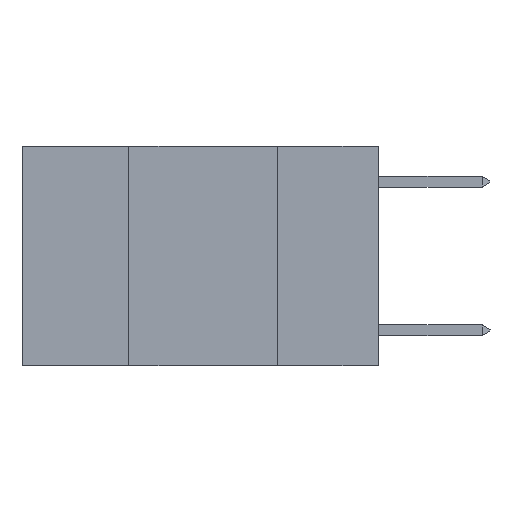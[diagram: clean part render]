
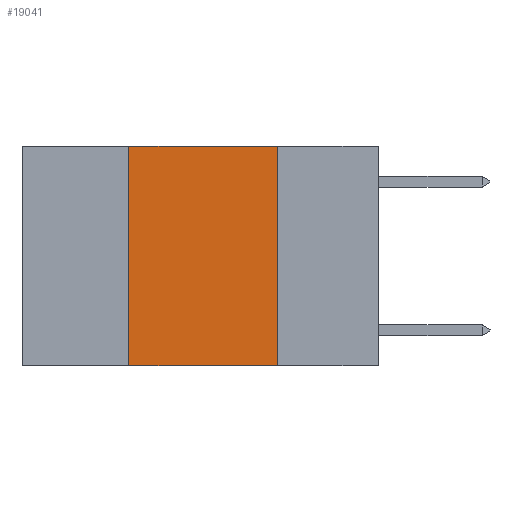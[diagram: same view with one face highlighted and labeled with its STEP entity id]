
A CAD part, left-side view. The second image highlights one B-rep face of the part: STEP entity #19041.
In plain terms, the highlighted planar face has unit normal (-1, 0, 0).
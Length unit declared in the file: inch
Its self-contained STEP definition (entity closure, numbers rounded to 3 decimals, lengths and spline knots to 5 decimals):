
#60 = VERTEX_POINT ( 'NONE', #7970 ) ;
#1027 = EDGE_LOOP ( 'NONE', ( #16972, #16832, #20984, #18261 ) ) ;
#1971 = CARTESIAN_POINT ( 'NONE',  ( 0., 0.42, 0. ) ) ;
#3364 = DIRECTION ( 'NONE',  ( 0., 0., -1. ) ) ;
#4376 = EDGE_CURVE ( 'NONE', #21933, #11444, #23191, .T. ) ;
#4844 = CARTESIAN_POINT ( 'NONE',  ( 0., 0.42, 0. ) ) ;
#6136 = DIRECTION ( 'NONE',  ( 0., 0., 1. ) ) ;
#6664 = CARTESIAN_POINT ( 'NONE',  ( 0., 0.42, -0.37 ) ) ;
#7539 = EDGE_CURVE ( 'NONE', #21933, #60, #24801, .T. ) ;
#7970 = CARTESIAN_POINT ( 'NONE',  ( 0., 0.17, -0.37 ) ) ;
#8379 = CARTESIAN_POINT ( 'NONE',  ( 0., 0.6, 0. ) ) ;
#8698 = VERTEX_POINT ( 'NONE', #18223 ) ;
#10363 = DIRECTION ( 'NONE',  ( 0., 0., -1. ) ) ;
#10496 = VECTOR ( 'NONE', #3364, 39.37008 ) ;
#11444 = VERTEX_POINT ( 'NONE', #4844 ) ;
#13794 = EDGE_CURVE ( 'NONE', #11444, #8698, #19633, .T. ) ;
#13827 = CARTESIAN_POINT ( 'NONE',  ( 0., 0.6, -0.37 ) ) ;
#14349 = CARTESIAN_POINT ( 'NONE',  ( 0., 0.6, 0. ) ) ;
#15230 = CARTESIAN_POINT ( 'NONE',  ( 0., 0.17, 0. ) ) ;
#15714 = DIRECTION ( 'NONE',  ( 0., -1., 0. ) ) ;
#16832 = ORIENTED_EDGE ( 'NONE', *, *, #13794, .F. ) ;
#16972 = ORIENTED_EDGE ( 'NONE', *, *, #17506, .F. ) ;
#17506 = EDGE_CURVE ( 'NONE', #8698, #60, #21734, .T. ) ;
#17928 = PLANE ( 'NONE',  #23968 ) ;
#18223 = CARTESIAN_POINT ( 'NONE',  ( 0., 0.17, 0. ) ) ;
#18261 = ORIENTED_EDGE ( 'NONE', *, *, #7539, .T. ) ;
#19041 = ADVANCED_FACE ( 'NONE', ( #19929 ), #17928, .F. ) ;
#19426 = VECTOR ( 'NONE', #23652, 39.37008 ) ;
#19633 = LINE ( 'NONE', #14349, #19426 ) ;
#19929 = FACE_OUTER_BOUND ( 'NONE', #1027, .T. ) ;
#20984 = ORIENTED_EDGE ( 'NONE', *, *, #4376, .F. ) ;
#21686 = DIRECTION ( 'NONE',  ( 1., 0., 0. ) ) ;
#21734 = LINE ( 'NONE', #15230, #10496 ) ;
#21933 = VERTEX_POINT ( 'NONE', #6664 ) ;
#22938 = VECTOR ( 'NONE', #6136, 39.37008 ) ;
#23191 = LINE ( 'NONE', #1971, #22938 ) ;
#23652 = DIRECTION ( 'NONE',  ( 0., -1., 0. ) ) ;
#23968 = AXIS2_PLACEMENT_3D ( 'NONE', #8379, #21686, #10363 ) ;
#24732 = VECTOR ( 'NONE', #15714, 39.37008 ) ;
#24801 = LINE ( 'NONE', #13827, #24732 ) ;
